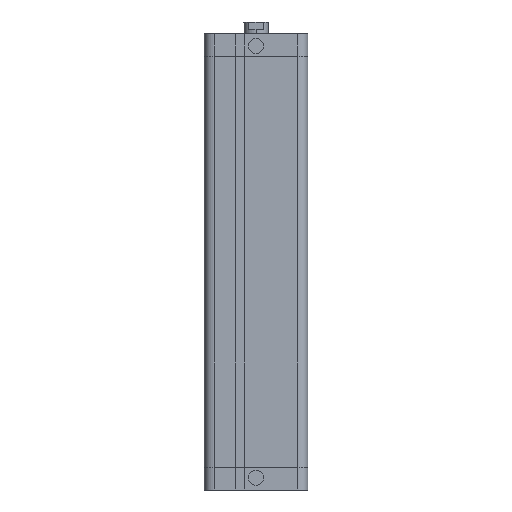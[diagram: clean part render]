
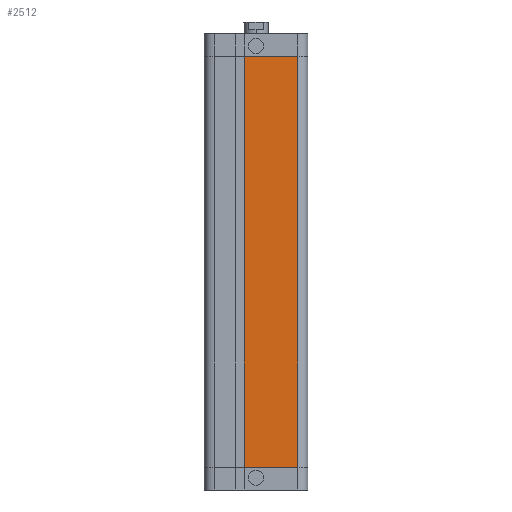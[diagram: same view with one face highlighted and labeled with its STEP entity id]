
A CAD part, left-side view. The second image highlights one B-rep face of the part: STEP entity #2512.
In plain terms, the highlighted planar face has unit normal (-1, 0, 0).
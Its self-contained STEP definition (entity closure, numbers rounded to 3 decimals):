
#208=PLANE('',#5626);
#442=FACE_OUTER_BOUND('',#734,.F.);
#734=EDGE_LOOP('',(#1762,#1763,#1764,#1765));
#1762=ORIENTED_EDGE('',*,*,#4358,.T.);
#1763=ORIENTED_EDGE('',*,*,#4360,.F.);
#1764=ORIENTED_EDGE('',*,*,#4361,.F.);
#1765=ORIENTED_EDGE('',*,*,#4362,.T.);
#2512=ADVANCED_FACE('',(#442),#208,.T.);
#2932=LINE('',#7939,#3546);
#2933=LINE('',#7941,#3547);
#2934=LINE('',#7942,#3548);
#2935=LINE('',#7943,#3549);
#3546=VECTOR('',#6344,266.);
#3547=VECTOR('',#6347,34.75);
#3548=VECTOR('',#6348,266.);
#3549=VECTOR('',#6349,34.75);
#4358=EDGE_CURVE('',#5112,#5113,#2932,.T.);
#4360=EDGE_CURVE('',#5111,#5113,#2933,.T.);
#4361=EDGE_CURVE('',#5110,#5111,#2934,.T.);
#4362=EDGE_CURVE('',#5110,#5112,#2935,.T.);
#5110=VERTEX_POINT('',#7884);
#5111=VERTEX_POINT('',#7885);
#5112=VERTEX_POINT('',#7886);
#5113=VERTEX_POINT('',#7887);
#5626=AXIS2_PLACEMENT_3D('',#8193,#6670,#6671);
#6344=DIRECTION('',(0.,0.,-1.));
#6347=DIRECTION('',(0.,-1.,0.));
#6348=DIRECTION('',(0.,0.,-1.));
#6349=DIRECTION('',(0.,-1.,0.));
#6670=DIRECTION('',(-1.,0.,0.));
#6671=DIRECTION('',(0.,0.,-1.));
#7884=CARTESIAN_POINT('',(-38.143,7.75,266.));
#7885=CARTESIAN_POINT('',(-38.143,7.75,0.));
#7886=CARTESIAN_POINT('',(-38.143,-27.,266.));
#7887=CARTESIAN_POINT('',(-38.143,-27.,0.));
#7939=CARTESIAN_POINT('',(-38.143,-27.,266.));
#7941=CARTESIAN_POINT('',(-38.143,7.75,0.));
#7942=CARTESIAN_POINT('',(-38.143,7.75,266.));
#7943=CARTESIAN_POINT('',(-38.143,7.75,266.));
#8193=CARTESIAN_POINT('',(-38.143,21.05,279.3));
